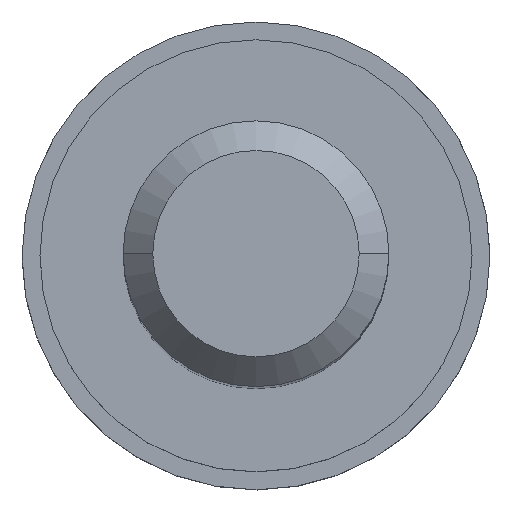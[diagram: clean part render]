
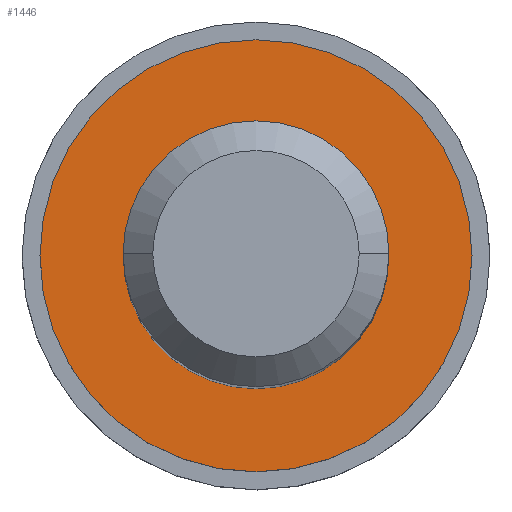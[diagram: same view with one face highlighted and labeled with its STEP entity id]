
A CAD part, top view. The second image highlights one B-rep face of the part: STEP entity #1446.
In plain terms, the highlighted planar face has unit normal (0, 0, 1).
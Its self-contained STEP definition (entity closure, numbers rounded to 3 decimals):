
#162 = ORIENTED_EDGE ( 'NONE', *, *, #1070, .T. ) ;
#198 = CARTESIAN_POINT ( 'NONE',  ( 0., 0., 0.559 ) ) ;
#231 = DIRECTION ( 'NONE',  ( 1., 0., 0. ) ) ;
#243 = FACE_BOUND ( 'NONE', #440, .T. ) ;
#363 = CARTESIAN_POINT ( 'NONE',  ( -1.25, 0., 0.559 ) ) ;
#370 = DIRECTION ( 'NONE',  ( 1., 0., 0. ) ) ;
#418 = CARTESIAN_POINT ( 'NONE',  ( 0., 0., 0.559 ) ) ;
#440 = EDGE_LOOP ( 'NONE', ( #984, #1086 ) ) ;
#591 = DIRECTION ( 'NONE',  ( 1., 0., 0. ) ) ;
#596 = CARTESIAN_POINT ( 'NONE',  ( 0., 0., 0.559 ) ) ;
#678 = CIRCLE ( 'NONE', #974, 2.032 ) ;
#726 = ORIENTED_EDGE ( 'NONE', *, *, #911, .T. ) ;
#756 = DIRECTION ( 'NONE',  ( 0., 0., 1. ) ) ;
#794 = EDGE_CURVE ( 'NONE', #860, #1152, #805, .T. ) ;
#805 = CIRCLE ( 'NONE', #1265, 1.25 ) ;
#860 = VERTEX_POINT ( 'NONE', #998 ) ;
#868 = CIRCLE ( 'NONE', #1116, 1.25 ) ;
#872 = DIRECTION ( 'NONE',  ( 1., 0., 0. ) ) ;
#911 = EDGE_CURVE ( 'NONE', #1257, #1197, #1424, .T. ) ;
#934 = CARTESIAN_POINT ( 'NONE',  ( 2.032, 0., 0.559 ) ) ;
#974 = AXIS2_PLACEMENT_3D ( 'NONE', #1161, #1048, #370 ) ;
#982 = DIRECTION ( 'NONE',  ( 1., 0., 0. ) ) ;
#984 = ORIENTED_EDGE ( 'NONE', *, *, #794, .F. ) ;
#998 = CARTESIAN_POINT ( 'NONE',  ( 1.25, 0., 0.559 ) ) ;
#999 = AXIS2_PLACEMENT_3D ( 'NONE', #596, #1268, #591 ) ;
#1048 = DIRECTION ( 'NONE',  ( 0., 0., 1. ) ) ;
#1070 = EDGE_CURVE ( 'NONE', #1197, #1257, #678, .T. ) ;
#1073 = AXIS2_PLACEMENT_3D ( 'NONE', #198, #1452, #872 ) ;
#1086 = ORIENTED_EDGE ( 'NONE', *, *, #1192, .F. ) ;
#1099 = PLANE ( 'NONE',  #1073 ) ;
#1112 = FACE_OUTER_BOUND ( 'NONE', #1133, .T. ) ;
#1116 = AXIS2_PLACEMENT_3D ( 'NONE', #1136, #1243, #231 ) ;
#1133 = EDGE_LOOP ( 'NONE', ( #726, #162 ) ) ;
#1136 = CARTESIAN_POINT ( 'NONE',  ( 0., 0., 0.559 ) ) ;
#1152 = VERTEX_POINT ( 'NONE', #363 ) ;
#1161 = CARTESIAN_POINT ( 'NONE',  ( 0., 0., 0.559 ) ) ;
#1192 = EDGE_CURVE ( 'NONE', #1152, #860, #868, .T. ) ;
#1197 = VERTEX_POINT ( 'NONE', #1247 ) ;
#1243 = DIRECTION ( 'NONE',  ( 0., 0., 1. ) ) ;
#1247 = CARTESIAN_POINT ( 'NONE',  ( -2.032, 0., 0.559 ) ) ;
#1257 = VERTEX_POINT ( 'NONE', #934 ) ;
#1265 = AXIS2_PLACEMENT_3D ( 'NONE', #418, #756, #982 ) ;
#1268 = DIRECTION ( 'NONE',  ( 0., 0., 1. ) ) ;
#1424 = CIRCLE ( 'NONE', #999, 2.032 ) ;
#1446 = ADVANCED_FACE ( 'NONE', ( #243, #1112 ), #1099, .T. ) ;
#1452 = DIRECTION ( 'NONE',  ( 0., 0., 1. ) ) ;
